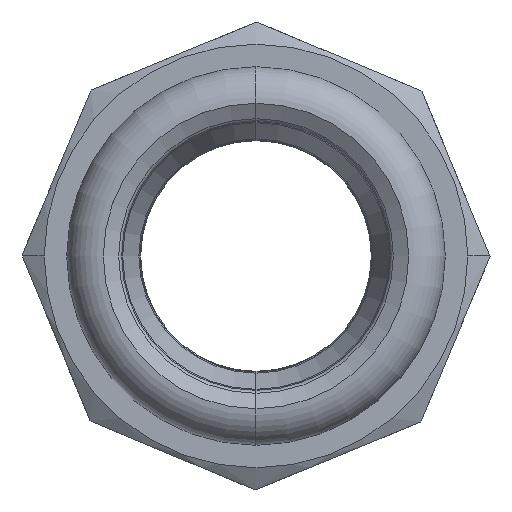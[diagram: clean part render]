
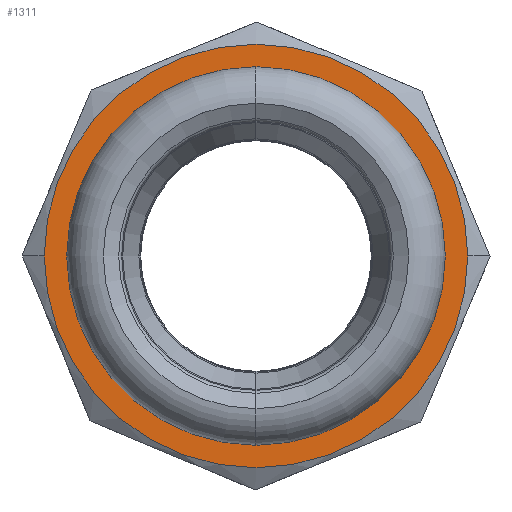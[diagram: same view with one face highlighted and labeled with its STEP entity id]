
A CAD part, left-side view. The second image highlights one B-rep face of the part: STEP entity #1311.
In plain terms, the highlighted planar face has unit normal (-1, 0, 0).
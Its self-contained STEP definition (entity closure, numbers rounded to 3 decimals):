
#105 = CARTESIAN_POINT ( 'NONE',  ( -5.499, -17.337, 0. ) ) ;
#110 = ORIENTED_EDGE ( 'NONE', *, *, #3482, .F. ) ;
#170 = ORIENTED_EDGE ( 'NONE', *, *, #2934, .T. ) ;
#321 = VERTEX_POINT ( 'NONE', #105 ) ;
#380 = CARTESIAN_POINT ( 'NONE',  ( -5.499, -13.5, 0. ) ) ;
#467 = DIRECTION ( 'NONE',  ( -1., 0., 0. ) ) ;
#498 = CARTESIAN_POINT ( 'NONE',  ( -5.499, 0., 0. ) ) ;
#568 = DIRECTION ( 'NONE',  ( -1., 0., 0. ) ) ;
#637 = AXIS2_PLACEMENT_3D ( 'NONE', #2505, #1116, #1097 ) ;
#670 = ORIENTED_EDGE ( 'NONE', *, *, #2322, .T. ) ;
#904 = VERTEX_POINT ( 'NONE', #1767 ) ;
#905 = CARTESIAN_POINT ( 'NONE',  ( -5.499, 0., 0. ) ) ;
#1097 = DIRECTION ( 'NONE',  ( 0., -1., 0. ) ) ;
#1116 = DIRECTION ( 'NONE',  ( -1., 0., 0. ) ) ;
#1118 = EDGE_LOOP ( 'NONE', ( #670, #170 ) ) ;
#1121 = DIRECTION ( 'NONE',  ( 0., -1., 0. ) ) ;
#1166 = CARTESIAN_POINT ( 'NONE',  ( -5.499, 13.5, 0. ) ) ;
#1311 = ADVANCED_FACE ( 'NONE', ( #3452, #3086 ), #1482, .F. ) ;
#1390 = EDGE_CURVE ( 'NONE', #3180, #1633, #2206, .T. ) ;
#1482 = PLANE ( 'NONE',  #3603 ) ;
#1633 = VERTEX_POINT ( 'NONE', #380 ) ;
#1643 = CARTESIAN_POINT ( 'NONE',  ( -5.499, 0., 0. ) ) ;
#1767 = CARTESIAN_POINT ( 'NONE',  ( -5.499, 17.337, 0. ) ) ;
#1973 = ORIENTED_EDGE ( 'NONE', *, *, #1390, .F. ) ;
#1987 = DIRECTION ( 'NONE',  ( -1., 0., 0. ) ) ;
#2071 = CIRCLE ( 'NONE', #3582, 17.337 ) ;
#2127 = DIRECTION ( 'NONE',  ( 0., -1., 0. ) ) ;
#2206 = CIRCLE ( 'NONE', #637, 13.5 ) ;
#2217 = AXIS2_PLACEMENT_3D ( 'NONE', #498, #467, #2127 ) ;
#2285 = DIRECTION ( 'NONE',  ( 1., 0., 0. ) ) ;
#2322 = EDGE_CURVE ( 'NONE', #904, #321, #2071, .T. ) ;
#2444 = AXIS2_PLACEMENT_3D ( 'NONE', #1643, #568, #1121 ) ;
#2505 = CARTESIAN_POINT ( 'NONE',  ( -5.499, 0., 0. ) ) ;
#2791 = CARTESIAN_POINT ( 'NONE',  ( -5.499, 13.5, 0. ) ) ;
#2792 = CIRCLE ( 'NONE', #2444, 13.5 ) ;
#2934 = EDGE_CURVE ( 'NONE', #321, #904, #3139, .T. ) ;
#3086 = FACE_OUTER_BOUND ( 'NONE', #1118, .T. ) ;
#3139 = CIRCLE ( 'NONE', #2217, 17.337 ) ;
#3180 = VERTEX_POINT ( 'NONE', #2791 ) ;
#3354 = DIRECTION ( 'NONE',  ( 0., -1., 0. ) ) ;
#3398 = DIRECTION ( 'NONE',  ( 0., 1., 0. ) ) ;
#3452 = FACE_BOUND ( 'NONE', #3453, .T. ) ;
#3453 = EDGE_LOOP ( 'NONE', ( #110, #1973 ) ) ;
#3482 = EDGE_CURVE ( 'NONE', #1633, #3180, #2792, .T. ) ;
#3582 = AXIS2_PLACEMENT_3D ( 'NONE', #905, #1987, #3354 ) ;
#3603 = AXIS2_PLACEMENT_3D ( 'NONE', #1166, #2285, #3398 ) ;
